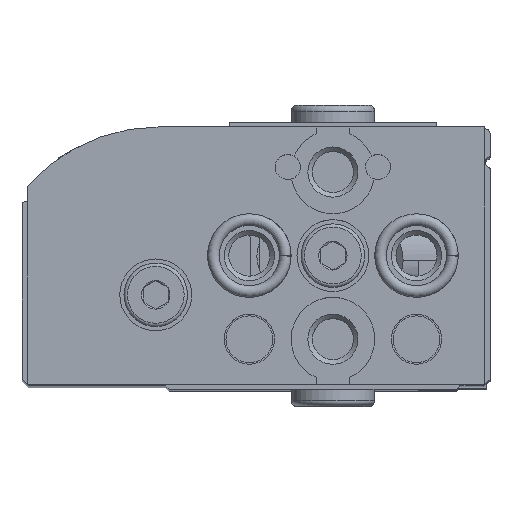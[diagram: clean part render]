
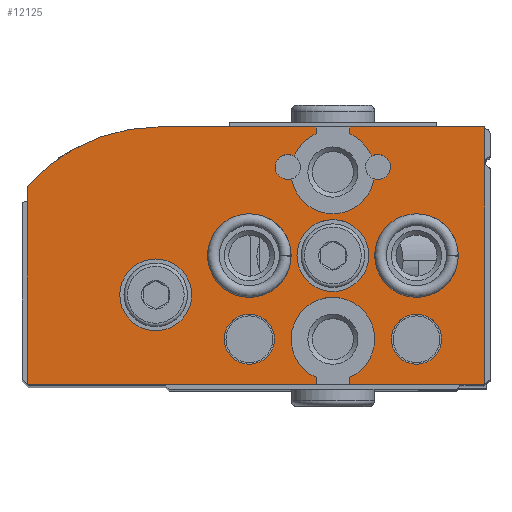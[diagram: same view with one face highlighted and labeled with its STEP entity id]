
A CAD part, top view. The second image highlights one B-rep face of the part: STEP entity #12125.
In plain terms, the highlighted face is planar.
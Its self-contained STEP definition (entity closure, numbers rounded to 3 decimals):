
#422=PLANE('',#13589);
#1252=LINE('',#20733,#2208);
#1253=LINE('',#20736,#2209);
#1254=LINE('',#20738,#2210);
#1255=LINE('',#20740,#2211);
#1256=LINE('',#20742,#2212);
#1257=LINE('',#20754,#2213);
#1258=LINE('',#20756,#2214);
#1259=LINE('',#20760,#2215);
#1260=LINE('',#20762,#2216);
#1261=LINE('',#20764,#2217);
#2208=VECTOR('',#16565,1000.);
#2209=VECTOR('',#16566,1000.);
#2210=VECTOR('',#16567,1000.);
#2211=VECTOR('',#16568,1000.);
#2212=VECTOR('',#16569,1000.);
#2213=VECTOR('',#16580,1000.);
#2214=VECTOR('',#16581,1000.);
#2215=VECTOR('',#16584,1000.);
#2216=VECTOR('',#16585,1000.);
#2217=VECTOR('',#16586,1000.);
#3142=CIRCLE('',#13590,2.15);
#3143=CIRCLE('',#13591,1.5);
#3144=CIRCLE('',#13592,1.5);
#3145=CIRCLE('',#13593,2.5);
#3146=CIRCLE('',#13594,2.15);
#3147=CIRCLE('',#13595,2.5);
#3148=CIRCLE('',#13596,2.5);
#3149=CIRCLE('',#13597,0.75);
#3150=CIRCLE('',#13598,2.5);
#3151=CIRCLE('',#13599,0.75);
#3152=CIRCLE('',#13600,2.5);
#3153=CIRCLE('',#13601,10.5);
#3154=CIRCLE('',#13602,2.5);
#5841=ORIENTED_EDGE('',*,*,#7978,.T.);
#5842=ORIENTED_EDGE('',*,*,#7979,.T.);
#5843=ORIENTED_EDGE('',*,*,#7980,.T.);
#5844=ORIENTED_EDGE('',*,*,#7981,.T.);
#5845=ORIENTED_EDGE('',*,*,#7982,.T.);
#5846=ORIENTED_EDGE('',*,*,#7983,.T.);
#5847=ORIENTED_EDGE('',*,*,#7984,.T.);
#5848=ORIENTED_EDGE('',*,*,#7985,.F.);
#5849=ORIENTED_EDGE('',*,*,#7986,.F.);
#5850=ORIENTED_EDGE('',*,*,#7987,.F.);
#5851=ORIENTED_EDGE('',*,*,#7988,.T.);
#5852=ORIENTED_EDGE('',*,*,#7989,.T.);
#5853=ORIENTED_EDGE('',*,*,#7990,.T.);
#5854=ORIENTED_EDGE('',*,*,#7991,.T.);
#5855=ORIENTED_EDGE('',*,*,#7992,.T.);
#5856=ORIENTED_EDGE('',*,*,#7993,.T.);
#5857=ORIENTED_EDGE('',*,*,#7994,.T.);
#5858=ORIENTED_EDGE('',*,*,#7995,.F.);
#5859=ORIENTED_EDGE('',*,*,#7996,.F.);
#5860=ORIENTED_EDGE('',*,*,#7997,.F.);
#5861=ORIENTED_EDGE('',*,*,#7998,.F.);
#5862=ORIENTED_EDGE('',*,*,#7999,.T.);
#5863=ORIENTED_EDGE('',*,*,#8000,.T.);
#7978=EDGE_CURVE('',#9282,#9282,#3142,.T.);
#7979=EDGE_CURVE('',#9283,#9283,#3143,.T.);
#7980=EDGE_CURVE('',#9284,#9284,#3144,.T.);
#7981=EDGE_CURVE('',#9285,#9285,#3145,.T.);
#7982=EDGE_CURVE('',#9286,#9286,#3146,.T.);
#7983=EDGE_CURVE('',#9287,#9287,#3147,.T.);
#7984=EDGE_CURVE('',#9288,#9289,#1252,.T.);
#7985=EDGE_CURVE('',#9290,#9289,#1253,.T.);
#7986=EDGE_CURVE('',#9291,#9290,#1254,.T.);
#7987=EDGE_CURVE('',#9292,#9291,#1255,.T.);
#7988=EDGE_CURVE('',#9292,#9293,#1256,.T.);
#7989=EDGE_CURVE('',#9293,#9294,#3148,.T.);
#7990=EDGE_CURVE('',#9294,#9295,#3149,.T.);
#7991=EDGE_CURVE('',#9295,#9296,#3150,.T.);
#7992=EDGE_CURVE('',#9296,#9297,#3151,.T.);
#7993=EDGE_CURVE('',#9297,#9298,#3152,.T.);
#7994=EDGE_CURVE('',#9298,#9299,#1257,.T.);
#7995=EDGE_CURVE('',#9300,#9299,#1258,.T.);
#7996=EDGE_CURVE('',#9301,#9300,#3153,.T.);
#7997=EDGE_CURVE('',#9302,#9301,#1259,.T.);
#7998=EDGE_CURVE('',#9303,#9302,#1260,.T.);
#7999=EDGE_CURVE('',#9303,#9304,#1261,.T.);
#8000=EDGE_CURVE('',#9304,#9288,#3154,.T.);
#9282=VERTEX_POINT('',#20722);
#9283=VERTEX_POINT('',#20724);
#9284=VERTEX_POINT('',#20726);
#9285=VERTEX_POINT('',#20728);
#9286=VERTEX_POINT('',#20730);
#9287=VERTEX_POINT('',#20732);
#9288=VERTEX_POINT('',#20734);
#9289=VERTEX_POINT('',#20735);
#9290=VERTEX_POINT('',#20737);
#9291=VERTEX_POINT('',#20739);
#9292=VERTEX_POINT('',#20741);
#9293=VERTEX_POINT('',#20743);
#9294=VERTEX_POINT('',#20745);
#9295=VERTEX_POINT('',#20747);
#9296=VERTEX_POINT('',#20749);
#9297=VERTEX_POINT('',#20751);
#9298=VERTEX_POINT('',#20753);
#9299=VERTEX_POINT('',#20755);
#9300=VERTEX_POINT('',#20757);
#9301=VERTEX_POINT('',#20759);
#9302=VERTEX_POINT('',#20761);
#9303=VERTEX_POINT('',#20763);
#9304=VERTEX_POINT('',#20765);
#10366=EDGE_LOOP('',(#5841));
#10367=EDGE_LOOP('',(#5842));
#10368=EDGE_LOOP('',(#5843));
#10369=EDGE_LOOP('',(#5844));
#10370=EDGE_LOOP('',(#5845));
#10371=EDGE_LOOP('',(#5846));
#10372=EDGE_LOOP('',(#5847,#5848,#5849,#5850,#5851,#5852,#5853,#5854,#5855,
#5856,#5857,#5858,#5859,#5860,#5861,#5862,#5863));
#11311=FACE_BOUND('',#10366,.T.);
#11312=FACE_BOUND('',#10367,.T.);
#11313=FACE_BOUND('',#10368,.T.);
#11314=FACE_BOUND('',#10369,.T.);
#11315=FACE_BOUND('',#10370,.T.);
#11316=FACE_BOUND('',#10371,.T.);
#11317=FACE_BOUND('',#10372,.T.);
#12125=ADVANCED_FACE('',(#11311,#11312,#11313,#11314,#11315,#11316,#11317),
#422,.F.);
#13589=AXIS2_PLACEMENT_3D('',#20720,#16551,#16552);
#13590=AXIS2_PLACEMENT_3D('',#20721,#16553,#16554);
#13591=AXIS2_PLACEMENT_3D('',#20723,#16555,#16556);
#13592=AXIS2_PLACEMENT_3D('',#20725,#16557,#16558);
#13593=AXIS2_PLACEMENT_3D('',#20727,#16559,#16560);
#13594=AXIS2_PLACEMENT_3D('',#20729,#16561,#16562);
#13595=AXIS2_PLACEMENT_3D('',#20731,#16563,#16564);
#13596=AXIS2_PLACEMENT_3D('',#20744,#16570,#16571);
#13597=AXIS2_PLACEMENT_3D('',#20746,#16572,#16573);
#13598=AXIS2_PLACEMENT_3D('',#20748,#16574,#16575);
#13599=AXIS2_PLACEMENT_3D('',#20750,#16576,#16577);
#13600=AXIS2_PLACEMENT_3D('',#20752,#16578,#16579);
#13601=AXIS2_PLACEMENT_3D('',#20758,#16582,#16583);
#13602=AXIS2_PLACEMENT_3D('',#20766,#16587,#16588);
#16551=DIRECTION('',(0.,0.,1.));
#16552=DIRECTION('',(1.,0.,0.));
#16553=DIRECTION('',(0.,0.,1.));
#16554=DIRECTION('',(1.,0.,0.));
#16555=DIRECTION('',(0.,0.,1.));
#16556=DIRECTION('',(1.,0.,0.));
#16557=DIRECTION('',(0.,0.,1.));
#16558=DIRECTION('',(1.,0.,0.));
#16559=DIRECTION('',(0.,0.,1.));
#16560=DIRECTION('',(1.,0.,0.));
#16561=DIRECTION('',(0.,0.,1.));
#16562=DIRECTION('',(1.,0.,0.));
#16563=DIRECTION('',(0.,0.,1.));
#16564=DIRECTION('',(1.,0.,0.));
#16565=DIRECTION('',(0.,-1.,0.));
#16566=DIRECTION('',(1.,0.,0.));
#16567=DIRECTION('',(0.,-1.,0.));
#16568=DIRECTION('',(-1.,0.,0.));
#16569=DIRECTION('',(0.,-1.,0.));
#16570=DIRECTION('',(0.,0.,1.));
#16571=DIRECTION('',(1.,0.,0.));
#16572=DIRECTION('',(0.,0.,1.));
#16573=DIRECTION('',(1.,0.,0.));
#16574=DIRECTION('',(0.,0.,1.));
#16575=DIRECTION('',(1.,0.,0.));
#16576=DIRECTION('',(0.,0.,1.));
#16577=DIRECTION('',(1.,0.,0.));
#16578=DIRECTION('',(0.,0.,1.));
#16579=DIRECTION('',(1.,0.,0.));
#16580=DIRECTION('',(0.,1.,0.));
#16581=DIRECTION('',(-1.,0.,0.));
#16582=DIRECTION('',(0.,0.,1.));
#16583=DIRECTION('',(1.,0.,0.));
#16584=DIRECTION('',(0.,1.,0.));
#16585=DIRECTION('',(1.,0.,0.));
#16586=DIRECTION('',(0.,1.,0.));
#16587=DIRECTION('',(0.,0.,1.));
#16588=DIRECTION('',(1.,0.,0.));
#20720=CARTESIAN_POINT('',(19.5,4.9,0.));
#20721=CARTESIAN_POINT('',(19.7,5.35,0.));
#20722=CARTESIAN_POINT('',(21.85,5.35,0.));
#20723=CARTESIAN_POINT('',(14.1,2.7,0.));
#20724=CARTESIAN_POINT('',(15.6,2.7,0.));
#20725=CARTESIAN_POINT('',(4.1,2.7,0.));
#20726=CARTESIAN_POINT('',(5.6,2.7,0.));
#20727=CARTESIAN_POINT('',(14.1,7.7,0.));
#20728=CARTESIAN_POINT('',(16.6,7.7,0.));
#20729=CARTESIAN_POINT('',(9.1,7.7,0.));
#20730=CARTESIAN_POINT('',(11.25,7.7,0.));
#20731=CARTESIAN_POINT('',(4.1,7.7,0.));
#20732=CARTESIAN_POINT('',(6.6,7.7,0.));
#20733=CARTESIAN_POINT('',(8.1,3.,0.));
#20734=CARTESIAN_POINT('',(8.1,0.409,0.));
#20735=CARTESIAN_POINT('',(8.1,0.,0.));
#20736=CARTESIAN_POINT('',(0.,0.,0.));
#20737=CARTESIAN_POINT('',(0.,0.,0.));
#20738=CARTESIAN_POINT('',(0.,15.4,0.));
#20739=CARTESIAN_POINT('',(0.,15.4,0.));
#20740=CARTESIAN_POINT('',(19.5,15.4,0.));
#20741=CARTESIAN_POINT('',(8.1,15.4,0.));
#20742=CARTESIAN_POINT('',(8.1,15.4,0.));
#20743=CARTESIAN_POINT('',(8.1,14.991,0.));
#20744=CARTESIAN_POINT('',(9.1,12.7,0.));
#20745=CARTESIAN_POINT('',(6.785,13.644,0.));
#20746=CARTESIAN_POINT('',(6.4,13.,0.));
#20747=CARTESIAN_POINT('',(6.634,12.288,0.));
#20748=CARTESIAN_POINT('',(9.1,12.7,0.));
#20749=CARTESIAN_POINT('',(11.566,12.288,0.));
#20750=CARTESIAN_POINT('',(11.8,13.,0.));
#20751=CARTESIAN_POINT('',(11.415,13.644,0.));
#20752=CARTESIAN_POINT('',(9.1,12.7,0.));
#20753=CARTESIAN_POINT('',(10.1,14.991,0.));
#20754=CARTESIAN_POINT('',(10.1,12.4,0.));
#20755=CARTESIAN_POINT('',(10.1,15.4,0.));
#20756=CARTESIAN_POINT('',(19.5,15.4,0.));
#20757=CARTESIAN_POINT('',(19.5,15.4,0.));
#20758=CARTESIAN_POINT('',(19.5,4.9,0.));
#20759=CARTESIAN_POINT('',(27.4,11.817,0.));
#20760=CARTESIAN_POINT('',(27.4,0.,0.));
#20761=CARTESIAN_POINT('',(27.4,0.,0.));
#20762=CARTESIAN_POINT('',(0.,0.,0.));
#20763=CARTESIAN_POINT('',(10.1,0.,0.));
#20764=CARTESIAN_POINT('',(10.1,0.,0.));
#20765=CARTESIAN_POINT('',(10.1,0.409,0.));
#20766=CARTESIAN_POINT('',(9.1,2.7,0.));
